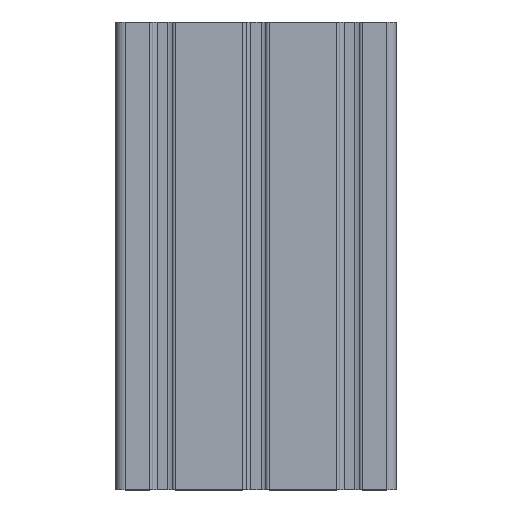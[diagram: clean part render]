
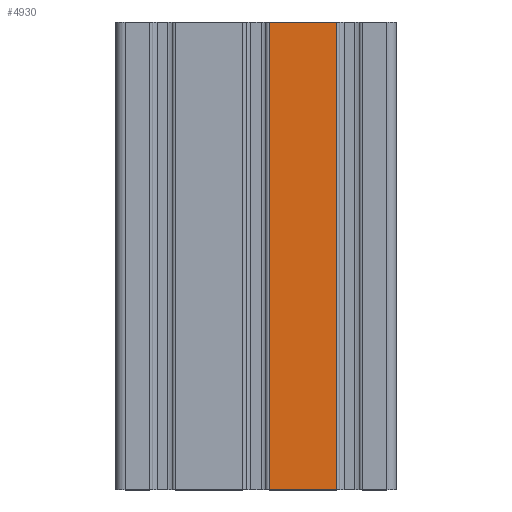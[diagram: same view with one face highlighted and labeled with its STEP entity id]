
A CAD part, top view. The second image highlights one B-rep face of the part: STEP entity #4930.
In plain terms, the highlighted planar face has unit normal (0, 0, 1).
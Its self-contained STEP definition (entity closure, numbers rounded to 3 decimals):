
#117=PLANE('',#5398);
#328=FACE_OUTER_BOUND('',#586,.T.);
#586=EDGE_LOOP('',(#3831,#3832,#3833,#3834));
#1004=LINE('',#8189,#1452);
#1005=LINE('',#8193,#1453);
#1006=LINE('',#8195,#1454);
#1007=LINE('',#8196,#1455);
#1452=VECTOR('',#6672,200.);
#1453=VECTOR('',#6677,28.8);
#1454=VECTOR('',#6678,200.);
#1455=VECTOR('',#6679,28.8);
#2233=VERTEX_POINT('',#8186);
#2234=VERTEX_POINT('',#8188);
#2235=VERTEX_POINT('',#8192);
#2236=VERTEX_POINT('',#8194);
#2909=EDGE_CURVE('',#2233,#2234,#1004,.T.);
#2911=EDGE_CURVE('',#2233,#2235,#1005,.T.);
#2912=EDGE_CURVE('',#2235,#2236,#1006,.T.);
#2913=EDGE_CURVE('',#2234,#2236,#1007,.T.);
#3831=ORIENTED_EDGE('',*,*,#2911,.T.);
#3832=ORIENTED_EDGE('',*,*,#2912,.T.);
#3833=ORIENTED_EDGE('',*,*,#2913,.F.);
#3834=ORIENTED_EDGE('',*,*,#2909,.F.);
#4930=ADVANCED_FACE('',(#328),#117,.T.);
#5398=AXIS2_PLACEMENT_3D('',#8191,#6675,#6676);
#6672=DIRECTION('',(0.,-1.,0.));
#6675=DIRECTION('center_axis',(0.,0.,1.));
#6676=DIRECTION('ref_axis',(1.,0.,0.));
#6677=DIRECTION('',(-1.,0.,0.));
#6678=DIRECTION('',(0.,-1.,0.));
#6679=DIRECTION('',(-1.,0.,0.));
#8186=CARTESIAN_POINT('',(34.4,200.,40.));
#8188=CARTESIAN_POINT('',(34.4,0.,40.));
#8189=CARTESIAN_POINT('',(34.4,0.,40.));
#8191=CARTESIAN_POINT('Origin',(5.6,0.,40.));
#8192=CARTESIAN_POINT('',(5.6,200.,40.));
#8193=CARTESIAN_POINT('',(2.8,200.,40.));
#8194=CARTESIAN_POINT('',(5.6,0.,40.));
#8195=CARTESIAN_POINT('',(5.6,0.,40.));
#8196=CARTESIAN_POINT('',(2.8,0.,40.));
